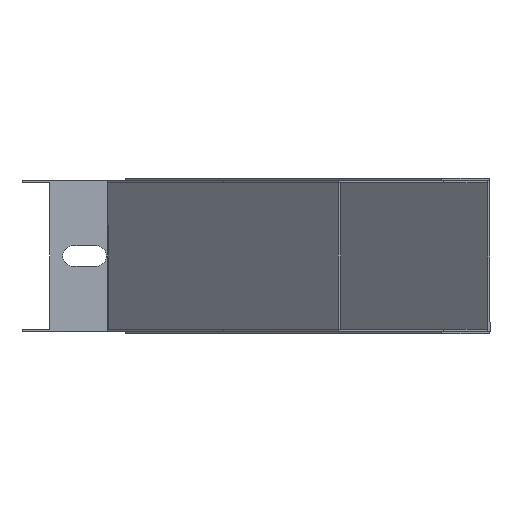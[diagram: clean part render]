
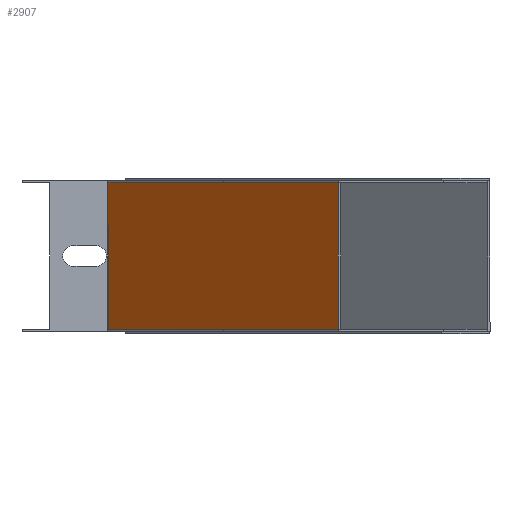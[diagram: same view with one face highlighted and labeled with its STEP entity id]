
A CAD part, front view. The second image highlights one B-rep face of the part: STEP entity #2907.
In plain terms, the highlighted planar face has unit normal (-0.707, -0.707, 0).
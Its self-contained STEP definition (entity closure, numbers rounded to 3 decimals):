
#54 = CARTESIAN_POINT ( 'NONE',  ( -24.581, -26.595, 145.829 ) ) ;
#103 = PLANE ( 'NONE',  #752 ) ;
#150 = CARTESIAN_POINT ( 'NONE',  ( -50.861, -0.317, 95.829 ) ) ;
#151 = CARTESIAN_POINT ( 'NONE',  ( -11.442, -39.734, 145.829 ) ) ;
#182 = VERTEX_POINT ( 'NONE', #2354 ) ;
#204 = EDGE_CURVE ( 'NONE', #182, #2601, #2480, .T. ) ;
#220 = LINE ( 'NONE', #3529, #2764 ) ;
#237 = ORIENTED_EDGE ( 'NONE', *, *, #2288, .T. ) ;
#319 = CARTESIAN_POINT ( 'NONE',  ( -37.721, -13.455, 145.829 ) ) ;
#415 = CARTESIAN_POINT ( 'NONE',  ( -11.442, -39.734, 95.829 ) ) ;
#448 = VERTEX_POINT ( 'NONE', #1282 ) ;
#517 = EDGE_CURVE ( 'NONE', #3435, #653, #3727, .T. ) ;
#574 = EDGE_LOOP ( 'NONE', ( #3512, #593, #1481, #896, #237, #3652 ) ) ;
#593 = ORIENTED_EDGE ( 'NONE', *, *, #984, .T. ) ;
#653 = VERTEX_POINT ( 'NONE', #415 ) ;
#752 = AXIS2_PLACEMENT_3D ( 'NONE', #2995, #1763, #2435 ) ;
#896 = ORIENTED_EDGE ( 'NONE', *, *, #1216, .T. ) ;
#899 = CARTESIAN_POINT ( 'NONE',  ( -11.442, -39.734, 95.829 ) ) ;
#904 = CARTESIAN_POINT ( 'NONE',  ( -50.861, -0.317, 95.829 ) ) ;
#907 = CARTESIAN_POINT ( 'NONE',  ( 1.697, -52.874, 95.829 ) ) ;
#917 = CARTESIAN_POINT ( 'NONE',  ( 14.836, -66.015, 95.829 ) ) ;
#982 = CARTESIAN_POINT ( 'NONE',  ( 27.978, -79.156, 95.829 ) ) ;
#984 = EDGE_CURVE ( 'NONE', #2601, #653, #2321, .T. ) ;
#1057 = CARTESIAN_POINT ( 'NONE',  ( -24.581, -26.595, 95.829 ) ) ;
#1137 = FACE_OUTER_BOUND ( 'NONE', #574, .T. ) ;
#1216 = EDGE_CURVE ( 'NONE', #3435, #1354, #220, .T. ) ;
#1234 = B_SPLINE_CURVE_WITH_KNOTS ( 'NONE', 3,
 ( #3018, #3039, #2937, #2926 ),
 .UNSPECIFIED., .F., .F.,
 ( 4, 4 ),
 ( 0., 1. ),
 .UNSPECIFIED. ) ;
#1282 = CARTESIAN_POINT ( 'NONE',  ( -11.442, -39.734, 145.829 ) ) ;
#1354 = VERTEX_POINT ( 'NONE', #2456 ) ;
#1481 = ORIENTED_EDGE ( 'NONE', *, *, #517, .F. ) ;
#1508 = DIRECTION ( 'NONE',  ( 0., 0., 1. ) ) ;
#1763 = DIRECTION ( 'NONE',  ( -0.707, -0.707, 0. ) ) ;
#1940 = CARTESIAN_POINT ( 'NONE',  ( -37.721, -13.455, 95.829 ) ) ;
#2064 = VECTOR ( 'NONE', #2241, 1000. ) ;
#2224 = CARTESIAN_POINT ( 'NONE',  ( -50.86, -0.316, 145.829 ) ) ;
#2241 = DIRECTION ( 'NONE',  ( 0., 0., -1. ) ) ;
#2288 = EDGE_CURVE ( 'NONE', #1354, #448, #1234, .T. ) ;
#2321 = B_SPLINE_CURVE_WITH_KNOTS ( 'NONE', 3,
 ( #150, #1940, #1057, #3105 ),
 .UNSPECIFIED., .F., .F.,
 ( 4, 4 ),
 ( 0., 1. ),
 .UNSPECIFIED. ) ;
#2354 = CARTESIAN_POINT ( 'NONE',  ( -50.864, -0.315, 145.829 ) ) ;
#2435 = DIRECTION ( 'NONE',  ( 0.707, -0.707, 0. ) ) ;
#2456 = CARTESIAN_POINT ( 'NONE',  ( 27.975, -79.154, 145.829 ) ) ;
#2480 = LINE ( 'NONE', #2224, #2064 ) ;
#2601 = VERTEX_POINT ( 'NONE', #904 ) ;
#2760 = CARTESIAN_POINT ( 'NONE',  ( 27.978, -79.156, 95.829 ) ) ;
#2764 = VECTOR ( 'NONE', #1508, 1000. ) ;
#2772 = EDGE_CURVE ( 'NONE', #448, #182, #2890, .T. ) ;
#2890 = B_SPLINE_CURVE_WITH_KNOTS ( 'NONE', 3,
 ( #151, #54, #319, #3479 ),
 .UNSPECIFIED., .F., .F.,
 ( 4, 4 ),
 ( 0., 1. ),
 .UNSPECIFIED. ) ;
#2907 = ADVANCED_FACE ( 'NONE', ( #1137 ), #103, .T. ) ;
#2926 = CARTESIAN_POINT ( 'NONE',  ( -11.442, -39.734, 145.829 ) ) ;
#2937 = CARTESIAN_POINT ( 'NONE',  ( 1.698, -52.874, 145.829 ) ) ;
#2995 = CARTESIAN_POINT ( 'NONE',  ( 27.979, -79.156, 145.829 ) ) ;
#3018 = CARTESIAN_POINT ( 'NONE',  ( 27.975, -79.154, 145.829 ) ) ;
#3039 = CARTESIAN_POINT ( 'NONE',  ( 14.837, -66.013, 145.829 ) ) ;
#3105 = CARTESIAN_POINT ( 'NONE',  ( -11.442, -39.734, 95.829 ) ) ;
#3435 = VERTEX_POINT ( 'NONE', #2760 ) ;
#3479 = CARTESIAN_POINT ( 'NONE',  ( -50.864, -0.315, 145.829 ) ) ;
#3512 = ORIENTED_EDGE ( 'NONE', *, *, #204, .T. ) ;
#3529 = CARTESIAN_POINT ( 'NONE',  ( 27.976, -79.153, 145.829 ) ) ;
#3652 = ORIENTED_EDGE ( 'NONE', *, *, #2772, .T. ) ;
#3727 = B_SPLINE_CURVE_WITH_KNOTS ( 'NONE', 3,
 ( #982, #917, #907, #899 ),
 .UNSPECIFIED., .F., .F.,
 ( 4, 4 ),
 ( 0., 1. ),
 .UNSPECIFIED. ) ;
